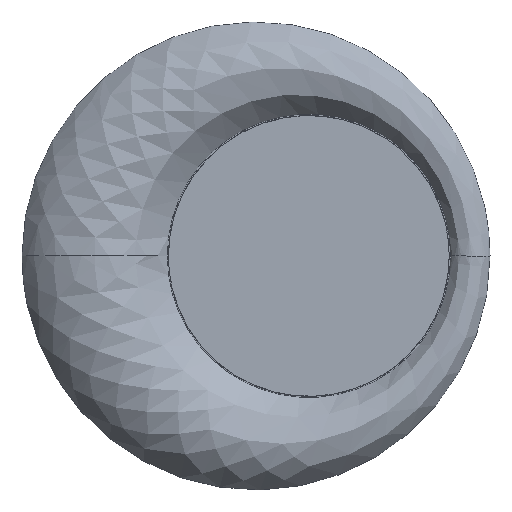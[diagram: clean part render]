
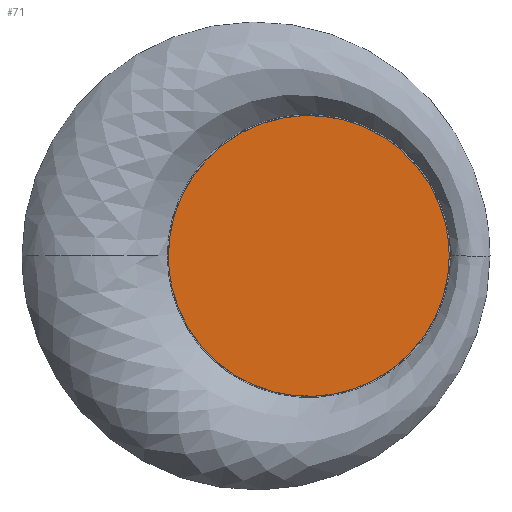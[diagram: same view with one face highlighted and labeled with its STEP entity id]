
A CAD part, front view. The second image highlights one B-rep face of the part: STEP entity #71.
In plain terms, the highlighted planar face has unit normal (0, -1, 0).
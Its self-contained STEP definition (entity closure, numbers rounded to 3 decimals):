
#31=(
BOUNDED_CURVE()
B_SPLINE_CURVE(2,(#6504,#6505,#6506,#6507,#6508),.UNSPECIFIED.,.F.,.F.)
B_SPLINE_CURVE_WITH_KNOTS((3,2,3),(0.,471.239,942.478),
.UNSPECIFIED.)
CURVE()
GEOMETRIC_REPRESENTATION_ITEM()
RATIONAL_B_SPLINE_CURVE((1.,0.707,1.,0.707,1.))
REPRESENTATION_ITEM($)
);
#33=(
BOUNDED_CURVE()
B_SPLINE_CURVE(2,(#6518,#6519,#6520,#6521,#6522),.UNSPECIFIED.,.F.,.F.)
B_SPLINE_CURVE_WITH_KNOTS((3,2,3),(942.478,1413.717,1884.956),
.UNSPECIFIED.)
CURVE()
GEOMETRIC_REPRESENTATION_ITEM()
RATIONAL_B_SPLINE_CURVE((1.,0.707,1.,0.707,1.))
REPRESENTATION_ITEM($)
);
#71=ADVANCED_FACE($,(#97),#360,.T.);
#97=FACE_OUTER_BOUND($,#123,.T.);
#123=EDGE_LOOP($,(#180,#181));
#180=ORIENTED_EDGE($,*,*,#278,.F.);
#181=ORIENTED_EDGE($,*,*,#274,.F.);
#274=EDGE_CURVE($,#324,#326,#31,.T.);
#278=EDGE_CURVE($,#326,#324,#33,.T.);
#324=VERTEX_POINT($,#6550);
#326=VERTEX_POINT($,#6552);
#360=PLANE($,#488);
#488=AXIS2_PLACEMENT_3D($,#6538,#499,$);
#499=DIRECTION($,(0.,-1.,0.));
#6504=CARTESIAN_POINT($,(913.692,94.,299.332));
#6505=CARTESIAN_POINT($,(913.692,94.,-0.668));
#6506=CARTESIAN_POINT($,(613.692,94.,-0.668));
#6507=CARTESIAN_POINT($,(313.692,94.,-0.668));
#6508=CARTESIAN_POINT($,(313.692,94.,299.332));
#6518=CARTESIAN_POINT($,(313.692,94.,299.332));
#6519=CARTESIAN_POINT($,(313.692,94.,599.332));
#6520=CARTESIAN_POINT($,(613.692,94.,599.332));
#6521=CARTESIAN_POINT($,(913.692,94.,599.332));
#6522=CARTESIAN_POINT($,(913.692,94.,299.332));
#6538=CARTESIAN_POINT($,(313.692,94.,-0.668));
#6550=CARTESIAN_POINT($,(913.692,94.,299.332));
#6552=CARTESIAN_POINT($,(313.692,94.,299.332));
